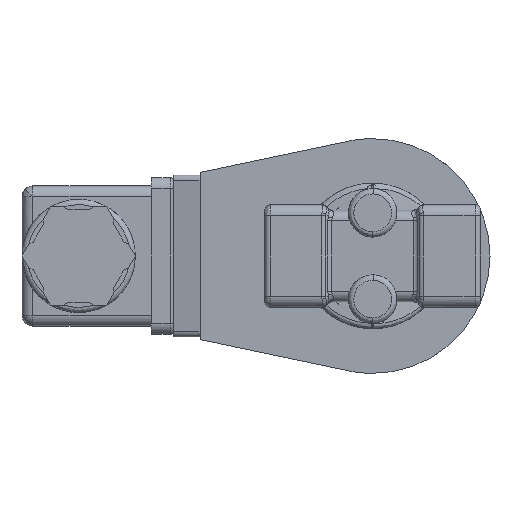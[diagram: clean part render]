
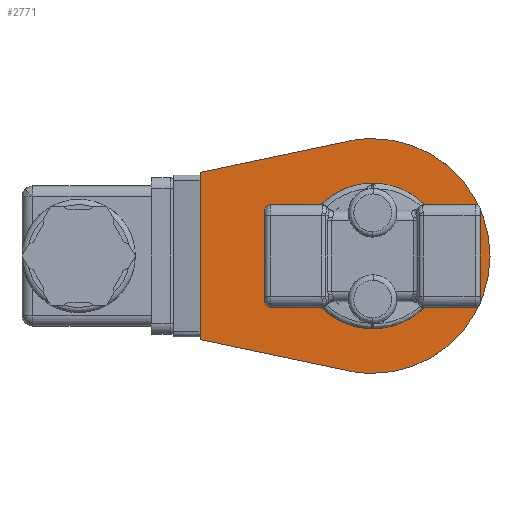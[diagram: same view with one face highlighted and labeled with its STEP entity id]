
A CAD part, front view. The second image highlights one B-rep face of the part: STEP entity #2771.
In plain terms, the highlighted planar face has unit normal (0, -1, 0).
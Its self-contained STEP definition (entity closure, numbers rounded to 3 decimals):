
#45 = FACE_BOUND ( 'NONE', #8762, .T. ) ;
#244 = DIRECTION ( 'NONE',  ( 0., 1., 0. ) ) ;
#266 = ORIENTED_EDGE ( 'NONE', *, *, #2370, .F. ) ;
#395 = CARTESIAN_POINT ( 'NONE',  ( 5., -23., -15.5 ) ) ;
#760 = CARTESIAN_POINT ( 'NONE',  ( 31.875, -23., 0. ) ) ;
#764 = ORIENTED_EDGE ( 'NONE', *, *, #942, .F. ) ;
#778 = DIRECTION ( 'NONE',  ( 0., -1., 0. ) ) ;
#873 = EDGE_CURVE ( 'NONE', #7736, #9924, #6148, .T. ) ;
#942 = EDGE_CURVE ( 'NONE', #3685, #9924, #5659, .T. ) ;
#1088 = VERTEX_POINT ( 'NONE', #6082 ) ;
#1512 = ORIENTED_EDGE ( 'NONE', *, *, #873, .T. ) ;
#1539 = DIRECTION ( 'NONE',  ( 0., 1., 0. ) ) ;
#1541 = VECTOR ( 'NONE', #9173, 1000. ) ;
#1570 = LINE ( 'NONE', #9013, #10489 ) ;
#1606 = CARTESIAN_POINT ( 'NONE',  ( 37., -23., 0. ) ) ;
#1745 = CARTESIAN_POINT ( 'NONE',  ( 18.763, -23., -18.393 ) ) ;
#1825 = CARTESIAN_POINT ( 'NONE',  ( 37., -23., 21.75 ) ) ;
#1883 = ORIENTED_EDGE ( 'NONE', *, *, #10338, .F. ) ;
#1995 = ORIENTED_EDGE ( 'NONE', *, *, #10086, .F. ) ;
#2329 = EDGE_CURVE ( 'NONE', #10382, #1088, #7026, .T. ) ;
#2331 = VERTEX_POINT ( 'NONE', #3244 ) ;
#2370 = EDGE_CURVE ( 'NONE', #7494, #2331, #2660, .T. ) ;
#2447 = CARTESIAN_POINT ( 'NONE',  ( 47.175, -23., 0. ) ) ;
#2660 = LINE ( 'NONE', #9737, #8683 ) ;
#2725 = EDGE_LOOP ( 'NONE', ( #1512, #764, #1883, #9262, #266, #1995 ) ) ;
#2771 = ADVANCED_FACE ( 'NONE', ( #45, #8478 ), #6492, .F. ) ;
#2808 = DIRECTION ( 'NONE',  ( 0., 1., 0. ) ) ;
#2889 = CARTESIAN_POINT ( 'NONE',  ( 37., -23., -21.75 ) ) ;
#3244 = CARTESIAN_POINT ( 'NONE',  ( 32.527, -23., 21.285 ) ) ;
#3685 = VERTEX_POINT ( 'NONE', #2889 ) ;
#3694 = ORIENTED_EDGE ( 'NONE', *, *, #8699, .F. ) ;
#3877 = AXIS2_PLACEMENT_3D ( 'NONE', #760, #10513, #4845 ) ;
#4119 = DIRECTION ( 'NONE',  ( 0., 0., 1. ) ) ;
#4384 = CIRCLE ( 'NONE', #5237, 21.75 ) ;
#4618 = AXIS2_PLACEMENT_3D ( 'NONE', #5147, #244, #5981 ) ;
#4630 = CARTESIAN_POINT ( 'NONE',  ( 32.527, -23., -21.285 ) ) ;
#4782 = CARTESIAN_POINT ( 'NONE',  ( 37., -23., 0. ) ) ;
#4845 = DIRECTION ( 'NONE',  ( 0., 0., 1. ) ) ;
#5147 = CARTESIAN_POINT ( 'NONE',  ( 37., -23., 0. ) ) ;
#5169 = ORIENTED_EDGE ( 'NONE', *, *, #2329, .F. ) ;
#5237 = AXIS2_PLACEMENT_3D ( 'NONE', #6449, #1539, #7267 ) ;
#5620 = DIRECTION ( 'NONE',  ( 0., 0., -1. ) ) ;
#5659 = CIRCLE ( 'NONE', #4618, 21.75 ) ;
#5668 = DIRECTION ( 'NONE',  ( 0.979, 0., 0.206 ) ) ;
#5704 = DIRECTION ( 'NONE',  ( 0., 0., -1. ) ) ;
#5981 = DIRECTION ( 'NONE',  ( 0., 0., 1. ) ) ;
#6082 = CARTESIAN_POINT ( 'NONE',  ( 26.825, -23., 0. ) ) ;
#6148 = LINE ( 'NONE', #1745, #1541 ) ;
#6449 = CARTESIAN_POINT ( 'NONE',  ( 37., -23., 0. ) ) ;
#6452 = CIRCLE ( 'NONE', #9298, 21.75 ) ;
#6492 = PLANE ( 'NONE',  #3877 ) ;
#6519 = AXIS2_PLACEMENT_3D ( 'NONE', #4782, #10452, #5620 ) ;
#7026 = CIRCLE ( 'NONE', #7433, 10.175 ) ;
#7267 = DIRECTION ( 'NONE',  ( 0., 0., 1. ) ) ;
#7433 = AXIS2_PLACEMENT_3D ( 'NONE', #1606, #778, #5704 ) ;
#7494 = VERTEX_POINT ( 'NONE', #9514 ) ;
#7664 = VERTEX_POINT ( 'NONE', #1825 ) ;
#7727 = CARTESIAN_POINT ( 'NONE',  ( 37., -23., 0. ) ) ;
#7736 = VERTEX_POINT ( 'NONE', #395 ) ;
#7969 = EDGE_CURVE ( 'NONE', #2331, #7664, #6452, .T. ) ;
#8478 = FACE_OUTER_BOUND ( 'NONE', #2725, .T. ) ;
#8547 = DIRECTION ( 'NONE',  ( 0., 0., 1. ) ) ;
#8683 = VECTOR ( 'NONE', #5668, 1000. ) ;
#8699 = EDGE_CURVE ( 'NONE', #1088, #10382, #10221, .T. ) ;
#8762 = EDGE_LOOP ( 'NONE', ( #3694, #5169 ) ) ;
#9013 = CARTESIAN_POINT ( 'NONE',  ( 5., -23., 0. ) ) ;
#9173 = DIRECTION ( 'NONE',  ( 0.979, 0., -0.206 ) ) ;
#9262 = ORIENTED_EDGE ( 'NONE', *, *, #7969, .F. ) ;
#9298 = AXIS2_PLACEMENT_3D ( 'NONE', #7727, #2808, #8547 ) ;
#9514 = CARTESIAN_POINT ( 'NONE',  ( 5., -23., 15.5 ) ) ;
#9737 = CARTESIAN_POINT ( 'NONE',  ( 5., -23., 15.5 ) ) ;
#9924 = VERTEX_POINT ( 'NONE', #4630 ) ;
#10086 = EDGE_CURVE ( 'NONE', #7736, #7494, #1570, .T. ) ;
#10221 = CIRCLE ( 'NONE', #6519, 10.175 ) ;
#10338 = EDGE_CURVE ( 'NONE', #7664, #3685, #4384, .T. ) ;
#10382 = VERTEX_POINT ( 'NONE', #2447 ) ;
#10452 = DIRECTION ( 'NONE',  ( 0., -1., 0. ) ) ;
#10489 = VECTOR ( 'NONE', #4119, 1000. ) ;
#10513 = DIRECTION ( 'NONE',  ( 0., 1., 0. ) ) ;
